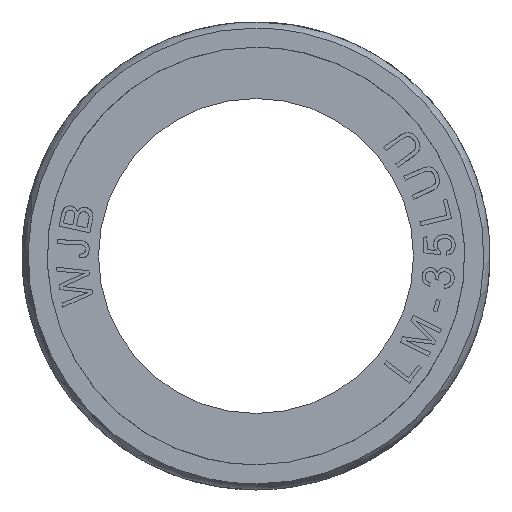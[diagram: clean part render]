
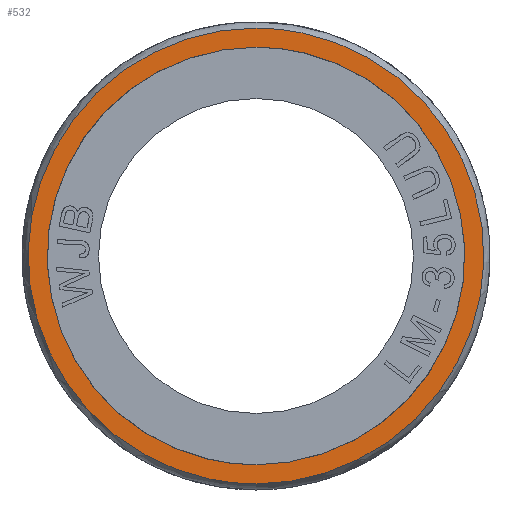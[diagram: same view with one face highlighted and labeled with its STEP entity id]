
A CAD part, left-side view. The second image highlights one B-rep face of the part: STEP entity #532.
In plain terms, the highlighted planar face has unit normal (-1, 0, 0).
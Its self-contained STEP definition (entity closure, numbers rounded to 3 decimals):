
#532=ADVANCED_FACE('',(#1126,#1127),#845,.T.);
#845=PLANE('',#5902);
#1126=FACE_BOUND('',#1204,.T.);
#1127=FACE_BOUND('',#1205,.T.);
#1204=EDGE_LOOP('',(#2205,#2206));
#1205=EDGE_LOOP('',(#2207,#2208));
#1621=B_SPLINE_CURVE_WITH_KNOTS('',3,(#8889,#8890,#8891,#8892,#8893,#8894,
#8895,#8896,#8897,#8898),.UNSPECIFIED.,.F.,.F.,(4,2,2,2,4),(0.,0.25,0.5,
0.75,1.),.UNSPECIFIED.);
#1622=B_SPLINE_CURVE_WITH_KNOTS('',3,(#8901,#8902,#8903,#8904,#8905,#8906,
#8907,#8908,#8909,#8910),.UNSPECIFIED.,.F.,.F.,(4,2,2,2,4),(0.,0.25,0.5,
0.75,1.),.UNSPECIFIED.);
#1625=B_SPLINE_CURVE_WITH_KNOTS('',3,(#8950,#8951,#8952,#8953,#8954,#8955,
#8956,#8957,#8958,#8959),.UNSPECIFIED.,.F.,.F.,(4,2,2,2,4),(0.,0.25,0.5,
0.75,1.),.UNSPECIFIED.);
#1626=B_SPLINE_CURVE_WITH_KNOTS('',3,(#8962,#8963,#8964,#8965,#8966,#8967,
#8968,#8969,#8970,#8971),.UNSPECIFIED.,.F.,.F.,(4,2,2,2,4),(0.,0.25,0.5,
0.75,1.),.UNSPECIFIED.);
#2205=ORIENTED_EDGE('',*,*,#4377,.F.);
#2206=ORIENTED_EDGE('',*,*,#4378,.F.);
#2207=ORIENTED_EDGE('',*,*,#4373,.T.);
#2208=ORIENTED_EDGE('',*,*,#4374,.T.);
#3821=VERTEX_POINT('',#8899);
#3822=VERTEX_POINT('',#8900);
#3825=VERTEX_POINT('',#8960);
#3826=VERTEX_POINT('',#8961);
#4373=EDGE_CURVE('',#3821,#3822,#1621,.T.);
#4374=EDGE_CURVE('',#3822,#3821,#1622,.T.);
#4377=EDGE_CURVE('',#3825,#3826,#1625,.T.);
#4378=EDGE_CURVE('',#3826,#3825,#1626,.T.);
#5902=AXIS2_PLACEMENT_3D('',#8972,#6363,#6364);
#6363=DIRECTION('',(-1.,0.,0.));
#6364=DIRECTION('',(0.,0.,1.));
#8889=CARTESIAN_POINT('',(0.,0.,25.327));
#8890=CARTESIAN_POINT('',(0.,6.653,25.327));
#8891=CARTESIAN_POINT('',(0.,13.206,22.612));
#8892=CARTESIAN_POINT('',(0.,22.612,13.206));
#8893=CARTESIAN_POINT('',(0.,25.327,6.651));
#8894=CARTESIAN_POINT('',(0.,25.327,-6.651));
#8895=CARTESIAN_POINT('',(0.,22.612,-13.206));
#8896=CARTESIAN_POINT('',(0.,13.206,-22.612));
#8897=CARTESIAN_POINT('',(0.,6.654,-25.327));
#8898=CARTESIAN_POINT('',(0.,0.,-25.327));
#8899=CARTESIAN_POINT('',(0.,0.,25.327));
#8900=CARTESIAN_POINT('',(0.,0.,-25.327));
#8901=CARTESIAN_POINT('',(0.,0.,-25.327));
#8902=CARTESIAN_POINT('',(0.,-6.653,-25.327));
#8903=CARTESIAN_POINT('',(0.,-13.206,-22.612));
#8904=CARTESIAN_POINT('',(0.,-22.612,-13.206));
#8905=CARTESIAN_POINT('',(0.,-25.327,-6.651));
#8906=CARTESIAN_POINT('',(0.,-25.327,6.651));
#8907=CARTESIAN_POINT('',(0.,-22.612,13.206));
#8908=CARTESIAN_POINT('',(0.,-13.206,22.612));
#8909=CARTESIAN_POINT('',(0.,-6.654,25.327));
#8910=CARTESIAN_POINT('',(0.,0.,25.327));
#8950=CARTESIAN_POINT('',(0.,0.,23.2));
#8951=CARTESIAN_POINT('',(0.,6.074,23.2));
#8952=CARTESIAN_POINT('',(0.,12.11,20.7));
#8953=CARTESIAN_POINT('',(0.,20.7,12.11));
#8954=CARTESIAN_POINT('',(0.,23.2,6.074));
#8955=CARTESIAN_POINT('',(0.,23.2,-6.074));
#8956=CARTESIAN_POINT('',(0.,20.7,-12.11));
#8957=CARTESIAN_POINT('',(0.,12.11,-20.7));
#8958=CARTESIAN_POINT('',(0.,6.074,-23.2));
#8959=CARTESIAN_POINT('',(0.,0.,-23.2));
#8960=CARTESIAN_POINT('',(0.,0.,23.2));
#8961=CARTESIAN_POINT('',(0.,0.,-23.2));
#8962=CARTESIAN_POINT('',(0.,0.,-23.2));
#8963=CARTESIAN_POINT('',(0.,-6.074,-23.2));
#8964=CARTESIAN_POINT('',(0.,-12.11,-20.7));
#8965=CARTESIAN_POINT('',(0.,-20.7,-12.11));
#8966=CARTESIAN_POINT('',(0.,-23.2,-6.074));
#8967=CARTESIAN_POINT('',(0.,-23.2,6.074));
#8968=CARTESIAN_POINT('',(0.,-20.7,12.11));
#8969=CARTESIAN_POINT('',(0.,-12.11,20.7));
#8970=CARTESIAN_POINT('',(0.,-6.074,23.2));
#8971=CARTESIAN_POINT('',(0.,0.,23.2));
#8972=CARTESIAN_POINT('',(0.,-25.839,-25.327));
